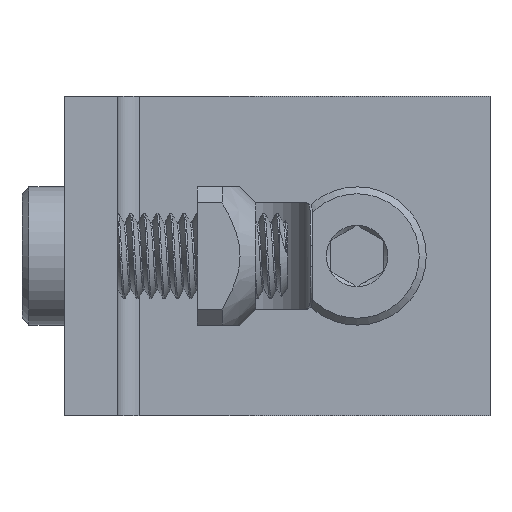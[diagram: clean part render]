
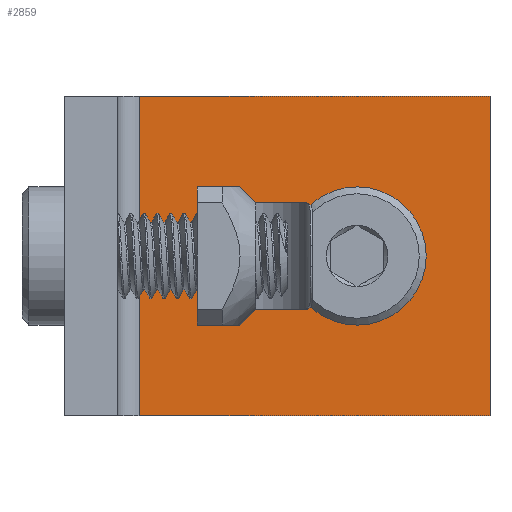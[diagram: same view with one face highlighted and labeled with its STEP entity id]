
A CAD part, front view. The second image highlights one B-rep face of the part: STEP entity #2859.
In plain terms, the highlighted planar face has unit normal (0, -1, 0).
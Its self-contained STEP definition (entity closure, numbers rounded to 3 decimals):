
#60=FACE_BOUND('',#484,.T.);
#104=PLANE('',#3120);
#312=FACE_OUTER_BOUND('',#483,.T.);
#483=EDGE_LOOP('',(#2564,#2565,#2566,#2567));
#484=EDGE_LOOP('',(#2568));
#554=CIRCLE('',#3121,4.1);
#876=LINE('',#11896,#1046);
#883=LINE('',#11916,#1053);
#885=LINE('',#11920,#1055);
#886=LINE('',#11921,#1056);
#1046=VECTOR('',#3699,10.);
#1053=VECTOR('',#3716,10.);
#1055=VECTOR('',#3720,10.);
#1056=VECTOR('',#3721,10.);
#1324=VERTEX_POINT('',#11893);
#1325=VERTEX_POINT('',#11895);
#1333=VERTEX_POINT('',#11914);
#1334=VERTEX_POINT('',#11919);
#1335=VERTEX_POINT('',#11922);
#1737=EDGE_CURVE('',#1324,#1325,#876,.T.);
#1747=EDGE_CURVE('',#1333,#1324,#883,.T.);
#1749=EDGE_CURVE('',#1333,#1334,#885,.T.);
#1750=EDGE_CURVE('',#1334,#1325,#886,.T.);
#1751=EDGE_CURVE('',#1335,#1335,#554,.T.);
#2564=ORIENTED_EDGE('',*,*,#1747,.F.);
#2565=ORIENTED_EDGE('',*,*,#1749,.T.);
#2566=ORIENTED_EDGE('',*,*,#1750,.T.);
#2567=ORIENTED_EDGE('',*,*,#1737,.F.);
#2568=ORIENTED_EDGE('',*,*,#1751,.T.);
#2859=ADVANCED_FACE('',(#312,#60),#104,.T.);
#3120=AXIS2_PLACEMENT_3D('',#11918,#3718,#3719);
#3121=AXIS2_PLACEMENT_3D('',#11923,#3722,#3723);
#3699=DIRECTION('',(1.,0.,0.));
#3716=DIRECTION('',(0.,0.,1.));
#3718=DIRECTION('center_axis',(0.,-1.,0.));
#3719=DIRECTION('ref_axis',(1.,0.,0.));
#3720=DIRECTION('',(1.,0.,0.));
#3721=DIRECTION('',(0.,0.,1.));
#3722=DIRECTION('center_axis',(0.,1.,0.));
#3723=DIRECTION('ref_axis',(1.,0.,0.));
#11893=CARTESIAN_POINT('',(7.,55.,30.));
#11895=CARTESIAN_POINT('',(40.,55.,30.));
#11896=CARTESIAN_POINT('',(5.,55.,30.));
#11914=CARTESIAN_POINT('',(7.,55.,0.));
#11916=CARTESIAN_POINT('',(7.,55.,0.));
#11918=CARTESIAN_POINT('Origin',(5.,55.,0.));
#11919=CARTESIAN_POINT('',(40.,55.,0.));
#11920=CARTESIAN_POINT('',(5.,55.,0.));
#11921=CARTESIAN_POINT('',(40.,55.,0.));
#11922=CARTESIAN_POINT('',(23.4,55.,15.));
#11923=CARTESIAN_POINT('Origin',(27.5,55.,15.));
